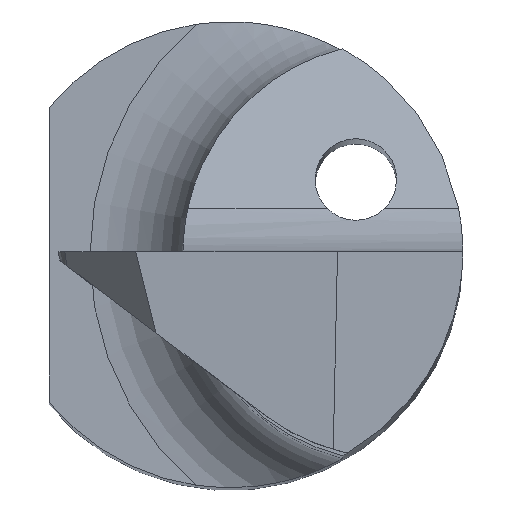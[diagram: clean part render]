
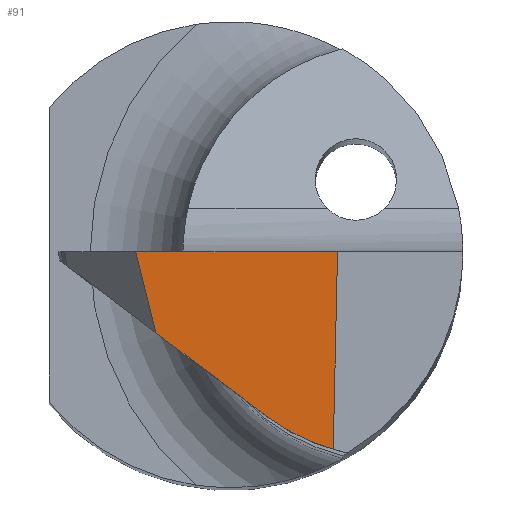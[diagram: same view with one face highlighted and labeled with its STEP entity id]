
A CAD part, top view. The second image highlights one B-rep face of the part: STEP entity #91.
In plain terms, the highlighted planar face has unit normal (0, -0.052, 0.999).
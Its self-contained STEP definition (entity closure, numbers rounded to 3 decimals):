
#6 = VECTOR ( 'NONE', #306, 1000. ) ;
#11 = DIRECTION ( 'NONE',  ( 0.022, 0.998, 0.052 ) ) ;
#21 = EDGE_CURVE ( 'NONE', #805, #208, #335, .T. ) ;
#27 = CARTESIAN_POINT ( 'NONE',  ( 0.709, -1.709, 29.91 ) ) ;
#40 = DIRECTION ( 'NONE',  ( -0.241, 0.969, 0.051 ) ) ;
#48 = ORIENTED_EDGE ( 'NONE', *, *, #751, .T. ) ;
#65 = ORIENTED_EDGE ( 'NONE', *, *, #823, .T. ) ;
#86 = VERTEX_POINT ( 'NONE', #555 ) ;
#89 = EDGE_CURVE ( 'NONE', #86, #208, #712, .T. ) ;
#91 = ADVANCED_FACE ( 'NONE', ( #336 ), #950, .T. ) ;
#140 = CARTESIAN_POINT ( 'NONE',  ( 0.482, -1.538, 29.919 ) ) ;
#155 = CARTESIAN_POINT ( 'NONE',  ( 0.308, -1.407, 29.926 ) ) ;
#192 = DIRECTION ( 'NONE',  ( 0., -0.999, -0.052 ) ) ;
#208 = VERTEX_POINT ( 'NONE', #435 ) ;
#278 = CARTESIAN_POINT ( 'NONE',  ( 0.888, -1.698, 29.911 ) ) ;
#293 = CARTESIAN_POINT ( 'NONE',  ( 0.925, 0.023, 30.001 ) ) ;
#306 = DIRECTION ( 'NONE',  ( 0.798, -0.602, -0.032 ) ) ;
#314 = ORIENTED_EDGE ( 'NONE', *, *, #21, .F. ) ;
#335 = LINE ( 'NONE', #420, #665 ) ;
#336 = FACE_OUTER_BOUND ( 'NONE', #798, .T. ) ;
#341 = DIRECTION ( 'NONE',  ( -1., 0., 0. ) ) ;
#344 = AXIS2_PLACEMENT_3D ( 'NONE', #935, #728, #192 ) ;
#365 = CARTESIAN_POINT ( 'NONE',  ( 0.678, -1.636, 29.914 ) ) ;
#391 = VECTOR ( 'NONE', #341, 1000. ) ;
#420 = CARTESIAN_POINT ( 'NONE',  ( -0.842, 0.138, 30.007 ) ) ;
#422 = CARTESIAN_POINT ( 'NONE',  ( 2., 0., 30. ) ) ;
#435 = CARTESIAN_POINT ( 'NONE',  ( -0.808, 0., 30. ) ) ;
#445 = EDGE_CURVE ( 'NONE', #805, #714, #849, .T. ) ;
#555 = CARTESIAN_POINT ( 'NONE',  ( 0.925, 0., 30. ) ) ;
#588 =( BOUNDED_CURVE ( )  B_SPLINE_CURVE ( 3, ( #807, #140, #365, #278 ),
 .UNSPECIFIED., .F., .F. ) 
 B_SPLINE_CURVE_WITH_KNOTS ( ( 4, 4 ),
 ( 2.496, 2.858 ),
 .UNSPECIFIED. ) 
 CURVE ( )  GEOMETRIC_REPRESENTATION_ITEM ( )  RATIONAL_B_SPLINE_CURVE ( ( 1., 0.989, 0.989, 1. ) ) 
 REPRESENTATION_ITEM ( '' )  );
#658 = CARTESIAN_POINT ( 'NONE',  ( 0.888, -1.698, 29.911 ) ) ;
#665 = VECTOR ( 'NONE', #40, 1000. ) ;
#671 = CARTESIAN_POINT ( 'NONE',  ( -0.635, -0.696, 29.964 ) ) ;
#712 = LINE ( 'NONE', #422, #391 ) ;
#714 = VERTEX_POINT ( 'NONE', #155 ) ;
#728 = DIRECTION ( 'NONE',  ( 0., -0.052, 0.999 ) ) ;
#751 = EDGE_CURVE ( 'NONE', #868, #86, #813, .T. ) ;
#798 = EDGE_LOOP ( 'NONE', ( #48, #973, #314, #866, #65 ) ) ;
#805 = VERTEX_POINT ( 'NONE', #671 ) ;
#807 = CARTESIAN_POINT ( 'NONE',  ( 0.308, -1.407, 29.926 ) ) ;
#813 = LINE ( 'NONE', #293, #905 ) ;
#823 = EDGE_CURVE ( 'NONE', #714, #868, #588, .T. ) ;
#849 = LINE ( 'NONE', #27, #6 ) ;
#866 = ORIENTED_EDGE ( 'NONE', *, *, #445, .T. ) ;
#868 = VERTEX_POINT ( 'NONE', #658 ) ;
#905 = VECTOR ( 'NONE', #11, 1000. ) ;
#935 = CARTESIAN_POINT ( 'NONE',  ( 2., 0., 30. ) ) ;
#950 = PLANE ( 'NONE',  #344 ) ;
#973 = ORIENTED_EDGE ( 'NONE', *, *, #89, .T. ) ;
